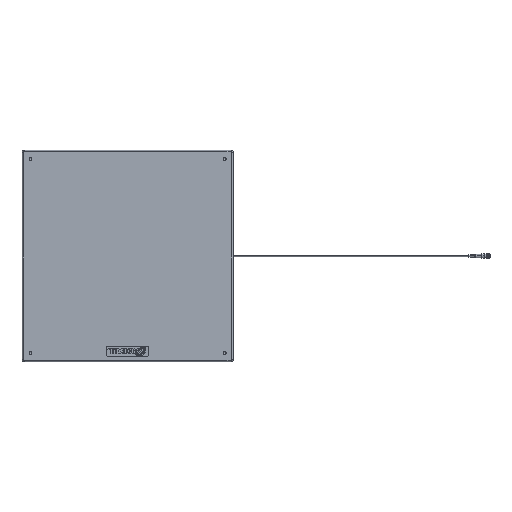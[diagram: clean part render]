
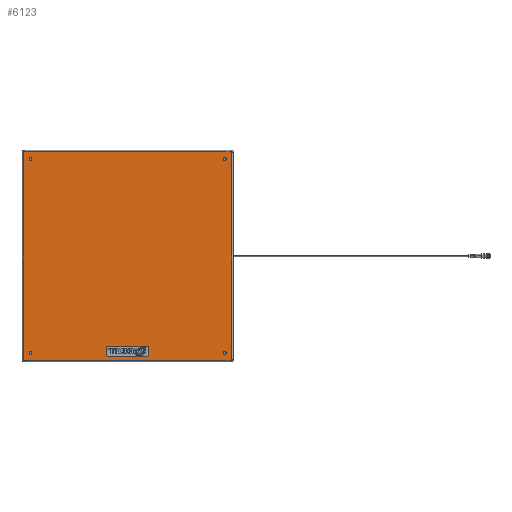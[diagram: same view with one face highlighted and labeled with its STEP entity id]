
A CAD part, top view. The second image highlights one B-rep face of the part: STEP entity #6123.
In plain terms, the highlighted face is planar.
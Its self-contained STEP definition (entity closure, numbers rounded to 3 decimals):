
#106 = AXIS2_PLACEMENT_3D ( 'NONE', #12320, #15368, #2562 ) ;
#185 = EDGE_LOOP ( 'NONE', ( #18195, #8388 ) ) ;
#296 = CARTESIAN_POINT ( 'NONE',  ( 288., 8.5, -10. ) ) ;
#468 = LINE ( 'NONE', #16623, #10151 ) ;
#573 = DIRECTION ( 'NONE',  ( 0., 0., 1. ) ) ;
#784 = CARTESIAN_POINT ( 'NONE',  ( 12., 8.5, -288. ) ) ;
#790 = DIRECTION ( 'NONE',  ( 0., 1., 0. ) ) ;
#866 = EDGE_CURVE ( 'NONE', #2989, #15955, #4277, .T. ) ;
#1216 = DIRECTION ( 'NONE',  ( 0., 1., 0. ) ) ;
#1621 = AXIS2_PLACEMENT_3D ( 'NONE', #19992, #1216, #13598 ) ;
#1817 = EDGE_CURVE ( 'NONE', #13519, #20277, #20041, .T. ) ;
#1830 = CARTESIAN_POINT ( 'NONE',  ( 288., 8.5, -288. ) ) ;
#1889 = CARTESIAN_POINT ( 'NONE',  ( 3., 8.5, -298. ) ) ;
#1898 = DIRECTION ( 'NONE',  ( 0., 1., 0. ) ) ;
#2022 = VERTEX_POINT ( 'NONE', #11659 ) ;
#2259 = ORIENTED_EDGE ( 'NONE', *, *, #8532, .F. ) ;
#2373 = VERTEX_POINT ( 'NONE', #15759 ) ;
#2443 = DIRECTION ( 'NONE',  ( 0., 0., 1. ) ) ;
#2495 = VERTEX_POINT ( 'NONE', #3580 ) ;
#2562 = DIRECTION ( 'NONE',  ( 0., 0., 1. ) ) ;
#2724 = DIRECTION ( 'NONE',  ( 0., 1., 0. ) ) ;
#2845 = EDGE_LOOP ( 'NONE', ( #5811, #11093, #16871, #16051, #9819, #19129, #17215, #15252 ) ) ;
#2989 = VERTEX_POINT ( 'NONE', #19755 ) ;
#3203 = CARTESIAN_POINT ( 'NONE',  ( 12., 8.5, -12. ) ) ;
#3386 = AXIS2_PLACEMENT_3D ( 'NONE', #5291, #18170, #10203 ) ;
#3512 = VERTEX_POINT ( 'NONE', #17608 ) ;
#3516 = DIRECTION ( 'NONE',  ( 0., 0., 1. ) ) ;
#3580 = CARTESIAN_POINT ( 'NONE',  ( 2., 8.5, -297. ) ) ;
#3797 = AXIS2_PLACEMENT_3D ( 'NONE', #784, #10215, #6798 ) ;
#3798 = CARTESIAN_POINT ( 'NONE',  ( 12., 8.5, -12. ) ) ;
#4277 = CIRCLE ( 'NONE', #5293, 2. ) ;
#4311 = VERTEX_POINT ( 'NONE', #14960 ) ;
#4508 = EDGE_CURVE ( 'NONE', #12877, #2495, #19472, .T. ) ;
#5170 = ORIENTED_EDGE ( 'NONE', *, *, #866, .F. ) ;
#5201 = DIRECTION ( 'NONE',  ( 0., 1., 0. ) ) ;
#5291 = CARTESIAN_POINT ( 'NONE',  ( 288., 8.5, -12. ) ) ;
#5293 = AXIS2_PLACEMENT_3D ( 'NONE', #15881, #14305, #8447 ) ;
#5397 = CIRCLE ( 'NONE', #3386, 2. ) ;
#5451 = CARTESIAN_POINT ( 'NONE',  ( 297., 8.5, -2. ) ) ;
#5658 = LINE ( 'NONE', #5451, #18465 ) ;
#5811 = ORIENTED_EDGE ( 'NONE', *, *, #19591, .T. ) ;
#5832 = CARTESIAN_POINT ( 'NONE',  ( 3., 8.5, -3. ) ) ;
#5861 = AXIS2_PLACEMENT_3D ( 'NONE', #14037, #16957, #18340 ) ;
#5877 = ORIENTED_EDGE ( 'NONE', *, *, #18312, .F. ) ;
#5946 = CARTESIAN_POINT ( 'NONE',  ( 288., 8.5, -14. ) ) ;
#6123 = ADVANCED_FACE ( 'NONE', ( #6328, #12695, #19095, #11123, #16470 ), #18518, .T. ) ;
#6328 = FACE_BOUND ( 'NONE', #185, .T. ) ;
#6509 = CIRCLE ( 'NONE', #3797, 2. ) ;
#6543 = EDGE_CURVE ( 'NONE', #3512, #4311, #8515, .T. ) ;
#6798 = DIRECTION ( 'NONE',  ( 0., 0., 1. ) ) ;
#6822 = CARTESIAN_POINT ( 'NONE',  ( 3., 8.5, -298. ) ) ;
#6863 = DIRECTION ( 'NONE',  ( 0., 0., 1. ) ) ;
#6923 = DIRECTION ( 'NONE',  ( 0., 1., 0. ) ) ;
#7087 = VERTEX_POINT ( 'NONE', #7778 ) ;
#7630 = DIRECTION ( 'NONE',  ( 0., 0., 1. ) ) ;
#7714 = AXIS2_PLACEMENT_3D ( 'NONE', #5832, #790, #2443 ) ;
#7778 = CARTESIAN_POINT ( 'NONE',  ( 298., 8.5, -3. ) ) ;
#7965 = VERTEX_POINT ( 'NONE', #13218 ) ;
#8054 = EDGE_CURVE ( 'NONE', #2373, #17071, #17569, .T. ) ;
#8388 = ORIENTED_EDGE ( 'NONE', *, *, #19348, .F. ) ;
#8397 = CARTESIAN_POINT ( 'NONE',  ( 3., 8.5, -2. ) ) ;
#8447 = DIRECTION ( 'NONE',  ( 0., 0., 1. ) ) ;
#8515 = CIRCLE ( 'NONE', #11152, 2. ) ;
#8532 = EDGE_CURVE ( 'NONE', #12732, #11911, #20253, .T. ) ;
#8557 = AXIS2_PLACEMENT_3D ( 'NONE', #10039, #6923, #13196 ) ;
#8832 = EDGE_LOOP ( 'NONE', ( #15934, #5170 ) ) ;
#9151 = DIRECTION ( 'NONE',  ( 0., 0., 1. ) ) ;
#9819 = ORIENTED_EDGE ( 'NONE', *, *, #15600, .T. ) ;
#9988 = EDGE_CURVE ( 'NONE', #7965, #7087, #10656, .T. ) ;
#10039 = CARTESIAN_POINT ( 'NONE',  ( 288., 8.5, -12. ) ) ;
#10151 = VECTOR ( 'NONE', #573, 1000. ) ;
#10203 = DIRECTION ( 'NONE',  ( 0., 0., 1. ) ) ;
#10215 = DIRECTION ( 'NONE',  ( 0., 1., 0. ) ) ;
#10238 = VECTOR ( 'NONE', #14035, 1000. ) ;
#10656 = CIRCLE ( 'NONE', #1621, 1. ) ;
#10803 = EDGE_LOOP ( 'NONE', ( #19460, #5877 ) ) ;
#10930 = AXIS2_PLACEMENT_3D ( 'NONE', #3203, #5201, #3516 ) ;
#11093 = ORIENTED_EDGE ( 'NONE', *, *, #1817, .T. ) ;
#11123 = FACE_BOUND ( 'NONE', #8832, .T. ) ;
#11152 = AXIS2_PLACEMENT_3D ( 'NONE', #1830, #16414, #16310 ) ;
#11659 = CARTESIAN_POINT ( 'NONE',  ( 12., 8.5, -10. ) ) ;
#11911 = VERTEX_POINT ( 'NONE', #5946 ) ;
#12217 = DIRECTION ( 'NONE',  ( -1., 0., 0. ) ) ;
#12320 = CARTESIAN_POINT ( 'NONE',  ( 3., 8.5, -297. ) ) ;
#12632 = CARTESIAN_POINT ( 'NONE',  ( 3., 8.5, -297. ) ) ;
#12695 = FACE_BOUND ( 'NONE', #13939, .T. ) ;
#12732 = VERTEX_POINT ( 'NONE', #296 ) ;
#12759 = AXIS2_PLACEMENT_3D ( 'NONE', #12632, #14106, #7630 ) ;
#12877 = VERTEX_POINT ( 'NONE', #6822 ) ;
#13071 = EDGE_CURVE ( 'NONE', #2022, #20436, #13610, .T. ) ;
#13170 = CARTESIAN_POINT ( 'NONE',  ( 297., 8.5, -298. ) ) ;
#13196 = DIRECTION ( 'NONE',  ( 0., 0., 1. ) ) ;
#13218 = CARTESIAN_POINT ( 'NONE',  ( 297., 8.5, -2. ) ) ;
#13519 = VERTEX_POINT ( 'NONE', #19624 ) ;
#13598 = DIRECTION ( 'NONE',  ( 0., 0., 1. ) ) ;
#13610 = CIRCLE ( 'NONE', #10930, 2. ) ;
#13881 = EDGE_CURVE ( 'NONE', #17071, #12877, #16266, .T. ) ;
#13939 = EDGE_LOOP ( 'NONE', ( #2259, #16614 ) ) ;
#14035 = DIRECTION ( 'NONE',  ( 0., 0., -1. ) ) ;
#14037 = CARTESIAN_POINT ( 'NONE',  ( 297., 8.5, -297. ) ) ;
#14106 = DIRECTION ( 'NONE',  ( 0., 1., 0. ) ) ;
#14305 = DIRECTION ( 'NONE',  ( 0., 1., 0. ) ) ;
#14960 = CARTESIAN_POINT ( 'NONE',  ( 288., 8.5, -290. ) ) ;
#15083 = CARTESIAN_POINT ( 'NONE',  ( 12., 8.5, -14. ) ) ;
#15252 = ORIENTED_EDGE ( 'NONE', *, *, #4508, .T. ) ;
#15368 = DIRECTION ( 'NONE',  ( 0., 1., 0. ) ) ;
#15600 = EDGE_CURVE ( 'NONE', #7087, #2373, #17178, .T. ) ;
#15759 = CARTESIAN_POINT ( 'NONE',  ( 298., 8.5, -297. ) ) ;
#15881 = CARTESIAN_POINT ( 'NONE',  ( 12., 8.5, -288. ) ) ;
#15934 = ORIENTED_EDGE ( 'NONE', *, *, #19593, .F. ) ;
#15955 = VERTEX_POINT ( 'NONE', #20400 ) ;
#16051 = ORIENTED_EDGE ( 'NONE', *, *, #9988, .T. ) ;
#16176 = CIRCLE ( 'NONE', #19188, 2. ) ;
#16266 = LINE ( 'NONE', #1889, #18329 ) ;
#16310 = DIRECTION ( 'NONE',  ( 0., 0., 1. ) ) ;
#16414 = DIRECTION ( 'NONE',  ( 0., 1., 0. ) ) ;
#16470 = FACE_OUTER_BOUND ( 'NONE', #2845, .T. ) ;
#16614 = ORIENTED_EDGE ( 'NONE', *, *, #17869, .F. ) ;
#16623 = CARTESIAN_POINT ( 'NONE',  ( 2., 8.5, -3. ) ) ;
#16695 = CARTESIAN_POINT ( 'NONE',  ( 298., 8.5, -297. ) ) ;
#16871 = ORIENTED_EDGE ( 'NONE', *, *, #18718, .T. ) ;
#16947 = DIRECTION ( 'NONE',  ( 1., 0., 0. ) ) ;
#16957 = DIRECTION ( 'NONE',  ( 0., 1., 0. ) ) ;
#17071 = VERTEX_POINT ( 'NONE', #13170 ) ;
#17092 = CARTESIAN_POINT ( 'NONE',  ( 288., 8.5, -288. ) ) ;
#17178 = LINE ( 'NONE', #16695, #10238 ) ;
#17215 = ORIENTED_EDGE ( 'NONE', *, *, #13881, .T. ) ;
#17569 = CIRCLE ( 'NONE', #5861, 1. ) ;
#17608 = CARTESIAN_POINT ( 'NONE',  ( 288., 8.5, -286. ) ) ;
#17796 = AXIS2_PLACEMENT_3D ( 'NONE', #3798, #1898, #6863 ) ;
#17869 = EDGE_CURVE ( 'NONE', #11911, #12732, #5397, .T. ) ;
#18170 = DIRECTION ( 'NONE',  ( 0., 1., 0. ) ) ;
#18195 = ORIENTED_EDGE ( 'NONE', *, *, #6543, .F. ) ;
#18312 = EDGE_CURVE ( 'NONE', #20436, #2022, #20456, .T. ) ;
#18329 = VECTOR ( 'NONE', #12217, 1000. ) ;
#18340 = DIRECTION ( 'NONE',  ( 0., 0., 1. ) ) ;
#18465 = VECTOR ( 'NONE', #16947, 1000. ) ;
#18518 = PLANE ( 'NONE',  #106 ) ;
#18718 = EDGE_CURVE ( 'NONE', #20277, #7965, #5658, .T. ) ;
#19095 = FACE_BOUND ( 'NONE', #10803, .T. ) ;
#19129 = ORIENTED_EDGE ( 'NONE', *, *, #8054, .T. ) ;
#19188 = AXIS2_PLACEMENT_3D ( 'NONE', #17092, #2724, #9151 ) ;
#19348 = EDGE_CURVE ( 'NONE', #4311, #3512, #16176, .T. ) ;
#19460 = ORIENTED_EDGE ( 'NONE', *, *, #13071, .F. ) ;
#19472 = CIRCLE ( 'NONE', #12759, 1. ) ;
#19591 = EDGE_CURVE ( 'NONE', #2495, #13519, #468, .T. ) ;
#19593 = EDGE_CURVE ( 'NONE', #15955, #2989, #6509, .T. ) ;
#19624 = CARTESIAN_POINT ( 'NONE',  ( 2., 8.5, -3. ) ) ;
#19755 = CARTESIAN_POINT ( 'NONE',  ( 12., 8.5, -290. ) ) ;
#19992 = CARTESIAN_POINT ( 'NONE',  ( 297., 8.5, -3. ) ) ;
#20041 = CIRCLE ( 'NONE', #7714, 1. ) ;
#20253 = CIRCLE ( 'NONE', #8557, 2. ) ;
#20277 = VERTEX_POINT ( 'NONE', #8397 ) ;
#20400 = CARTESIAN_POINT ( 'NONE',  ( 12., 8.5, -286. ) ) ;
#20436 = VERTEX_POINT ( 'NONE', #15083 ) ;
#20456 = CIRCLE ( 'NONE', #17796, 2. ) ;
